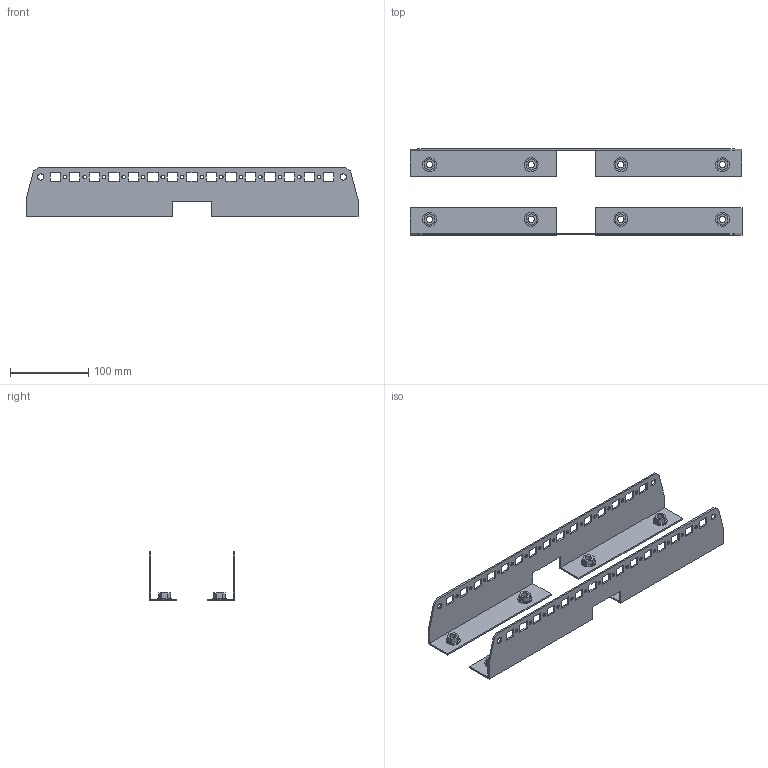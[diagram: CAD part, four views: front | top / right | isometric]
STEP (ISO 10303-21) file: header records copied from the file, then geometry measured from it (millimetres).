
FILE_DESCRIPTION (( 'STEP AP214' ), '1' );
FILE_NAME ('0391-9000-06-03.step', '2024-06-19T09:39:32', ( '' ), ( '' ), 'SwSTEP 2.0', 'SolidWorks 2019', '' );
FILE_SCHEMA (( 'AUTOMOTIVE_DESIGN' ));
Length unit declared in the file: millimetre
Products named in the file (2): WaagrechteMontageschiene_600; 0391-9000-06-03
Assembly tree (2 placements, depth 2):
  0391-9000-06-03
    WaagrechteMontageschiene_600  x2
Bounding box: 425 x 110 x 63.5 mm (x, y, z)
Volume: 147604.1 mm3; surface area: 156987.5 mm2
Topology: 10 solids, 10 shells, 340 faces, 936 edges, 624 vertices
Faces by surface type: plane 228, cylinder 112
Entity records: 5670 total; most frequent: CARTESIAN_POINT 955, ORIENTED_EDGE 936, DIRECTION 930, EDGE_CURVE 468, VECTOR 356, LINE 356, VERTEX_POINT 312, AXIS2_PLACEMENT_3D 287
